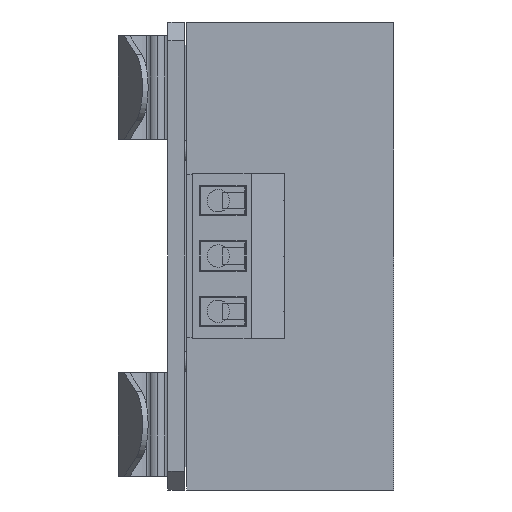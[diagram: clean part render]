
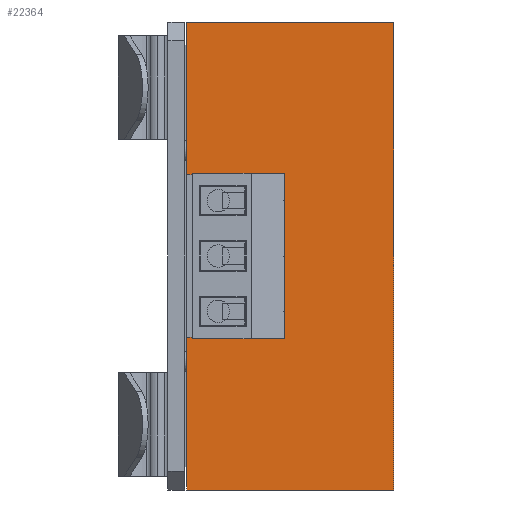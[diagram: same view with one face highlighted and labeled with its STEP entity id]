
A CAD part, left-side view. The second image highlights one B-rep face of the part: STEP entity #22364.
In plain terms, the highlighted planar face has unit normal (-1, 0, 0).
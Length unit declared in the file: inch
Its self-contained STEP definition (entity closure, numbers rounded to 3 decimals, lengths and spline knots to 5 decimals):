
#355 = ORIENTED_EDGE ( 'NONE', *, *, #7325, .F. ) ;
#390 = EDGE_CURVE ( 'NONE', #9713, #10148, #10864, .T. ) ;
#709 = ORIENTED_EDGE ( 'NONE', *, *, #19512, .F. ) ;
#807 = DIRECTION ( 'NONE',  ( 0., -1., 0. ) ) ;
#2859 = FACE_BOUND ( 'NONE', #26267, .T. ) ;
#3774 = DIRECTION ( 'NONE',  ( 0., 0., 1. ) ) ;
#4339 = CARTESIAN_POINT ( 'NONE',  ( -1.875, 0.553, -1.25 ) ) ;
#4731 = EDGE_CURVE ( 'NONE', #31599, #26400, #29829, .T. ) ;
#5146 = CARTESIAN_POINT ( 'NONE',  ( -1.875, -0.553, 1.25 ) ) ;
#5496 = CARTESIAN_POINT ( 'NONE',  ( -1.875, 0.553, -1.25 ) ) ;
#5831 = VERTEX_POINT ( 'NONE', #5146 ) ;
#6878 = VERTEX_POINT ( 'NONE', #14554 ) ;
#7012 = DIRECTION ( 'NONE',  ( 0., 0., 1. ) ) ;
#7325 = EDGE_CURVE ( 'NONE', #33126, #27017, #23358, .T. ) ;
#9443 = ORIENTED_EDGE ( 'NONE', *, *, #27307, .F. ) ;
#9711 = EDGE_LOOP ( 'NONE', ( #29767, #18682 ) ) ;
#9713 = VERTEX_POINT ( 'NONE', #4339 ) ;
#9805 = DIRECTION ( 'NONE',  ( 0., 0., 1. ) ) ;
#10093 = VECTOR ( 'NONE', #21723, 39.37008 ) ;
#10148 = VERTEX_POINT ( 'NONE', #32207 ) ;
#10345 = EDGE_CURVE ( 'NONE', #6878, #5831, #27766, .T. ) ;
#10817 = AXIS2_PLACEMENT_3D ( 'NONE', #26578, #13467, #18468 ) ;
#10864 = LINE ( 'NONE', #5496, #10093 ) ;
#10872 = CARTESIAN_POINT ( 'NONE',  ( -1.875, -0.553, 1.25 ) ) ;
#10956 = CARTESIAN_POINT ( 'NONE',  ( -1.875, 0.389, 0.27428 ) ) ;
#11806 = ORIENTED_EDGE ( 'NONE', *, *, #17895, .F. ) ;
#12178 = CARTESIAN_POINT ( 'NONE',  ( -1.875, 0.389, -0.31628 ) ) ;
#12390 = EDGE_CURVE ( 'NONE', #18526, #25796, #24611, .T. ) ;
#12397 = CIRCLE ( 'NONE', #23430, 0.021 ) ;
#12716 = CARTESIAN_POINT ( 'NONE',  ( -1.875, -0.553, -1.25 ) ) ;
#12926 = ORIENTED_EDGE ( 'NONE', *, *, #390, .F. ) ;
#12935 = VECTOR ( 'NONE', #9805, 39.37008 ) ;
#13233 = CIRCLE ( 'NONE', #25909, 0.021 ) ;
#13236 = FACE_BOUND ( 'NONE', #27225, .T. ) ;
#13350 = CARTESIAN_POINT ( 'NONE',  ( -1.875, 0.389, -0.021 ) ) ;
#13412 = DIRECTION ( 'NONE',  ( -1., 0., 0. ) ) ;
#13467 = DIRECTION ( 'NONE',  ( -1., 0., 0. ) ) ;
#13934 = VECTOR ( 'NONE', #29454, 39.37008 ) ;
#13941 = LINE ( 'NONE', #24268, #13934 ) ;
#14343 = DIRECTION ( 'NONE',  ( -1., 0., 0. ) ) ;
#14528 = CARTESIAN_POINT ( 'NONE',  ( -1.875, 0.389, 0. ) ) ;
#14554 = CARTESIAN_POINT ( 'NONE',  ( -1.875, -0.553, -1.25 ) ) ;
#15325 = FACE_OUTER_BOUND ( 'NONE', #19413, .T. ) ;
#15494 = DIRECTION ( 'NONE',  ( 0., 0., 1. ) ) ;
#15578 = AXIS2_PLACEMENT_3D ( 'NONE', #14528, #14343, #32249 ) ;
#15676 = PLANE ( 'NONE',  #27169 ) ;
#16085 = AXIS2_PLACEMENT_3D ( 'NONE', #17021, #16865, #32836 ) ;
#16564 = LINE ( 'NONE', #10872, #28649 ) ;
#16865 = DIRECTION ( 'NONE',  ( -1., 0., 0. ) ) ;
#16924 = CARTESIAN_POINT ( 'NONE',  ( -1.875, 0.389, 0.29528 ) ) ;
#17021 = CARTESIAN_POINT ( 'NONE',  ( -1.875, 0.389, 0. ) ) ;
#17281 = AXIS2_PLACEMENT_3D ( 'NONE', #16924, #27444, #3774 ) ;
#17895 = EDGE_CURVE ( 'NONE', #10148, #5831, #16564, .T. ) ;
#18468 = DIRECTION ( 'NONE',  ( 0., 0., 1. ) ) ;
#18526 = VERTEX_POINT ( 'NONE', #12178 ) ;
#18682 = ORIENTED_EDGE ( 'NONE', *, *, #4731, .F. ) ;
#19098 = CARTESIAN_POINT ( 'NONE',  ( -1.875, 0.389, -0.29528 ) ) ;
#19413 = EDGE_LOOP ( 'NONE', ( #11806, #12926, #29482, #28285 ) ) ;
#19512 = EDGE_CURVE ( 'NONE', #27017, #33126, #13233, .T. ) ;
#19614 = CARTESIAN_POINT ( 'NONE',  ( -1.875, 0.389, 0.29528 ) ) ;
#20802 = CARTESIAN_POINT ( 'NONE',  ( -1.875, 0.389, -0.27428 ) ) ;
#21723 = DIRECTION ( 'NONE',  ( 0., 0., 1. ) ) ;
#22364 = ADVANCED_FACE ( 'NONE', ( #13236, #2859, #28440, #15325 ), #15676, .T. ) ;
#23358 = CIRCLE ( 'NONE', #17281, 0.021 ) ;
#23430 = AXIS2_PLACEMENT_3D ( 'NONE', #19098, #26723, #23965 ) ;
#23965 = DIRECTION ( 'NONE',  ( 0., 0., 1. ) ) ;
#24268 = CARTESIAN_POINT ( 'NONE',  ( -1.875, -0.553, -1.25 ) ) ;
#24611 = CIRCLE ( 'NONE', #10817, 0.021 ) ;
#24927 = EDGE_CURVE ( 'NONE', #26400, #31599, #28237, .T. ) ;
#25614 = EDGE_CURVE ( 'NONE', #9713, #6878, #13941, .T. ) ;
#25796 = VERTEX_POINT ( 'NONE', #20802 ) ;
#25909 = AXIS2_PLACEMENT_3D ( 'NONE', #19614, #33032, #7012 ) ;
#26267 = EDGE_LOOP ( 'NONE', ( #709, #355 ) ) ;
#26400 = VERTEX_POINT ( 'NONE', #27940 ) ;
#26578 = CARTESIAN_POINT ( 'NONE',  ( -1.875, 0.389, -0.29528 ) ) ;
#26723 = DIRECTION ( 'NONE',  ( -1., 0., 0. ) ) ;
#27017 = VERTEX_POINT ( 'NONE', #31972 ) ;
#27169 = AXIS2_PLACEMENT_3D ( 'NONE', #12716, #13412, #15494 ) ;
#27225 = EDGE_LOOP ( 'NONE', ( #9443, #32328 ) ) ;
#27307 = EDGE_CURVE ( 'NONE', #25796, #18526, #12397, .T. ) ;
#27444 = DIRECTION ( 'NONE',  ( -1., 0., 0. ) ) ;
#27766 = LINE ( 'NONE', #33419, #12935 ) ;
#27940 = CARTESIAN_POINT ( 'NONE',  ( -1.875, 0.389, 0.021 ) ) ;
#28237 = CIRCLE ( 'NONE', #15578, 0.021 ) ;
#28285 = ORIENTED_EDGE ( 'NONE', *, *, #10345, .T. ) ;
#28440 = FACE_BOUND ( 'NONE', #9711, .T. ) ;
#28649 = VECTOR ( 'NONE', #807, 39.37008 ) ;
#29454 = DIRECTION ( 'NONE',  ( 0., -1., 0. ) ) ;
#29482 = ORIENTED_EDGE ( 'NONE', *, *, #25614, .T. ) ;
#29767 = ORIENTED_EDGE ( 'NONE', *, *, #24927, .F. ) ;
#29829 = CIRCLE ( 'NONE', #16085, 0.021 ) ;
#31599 = VERTEX_POINT ( 'NONE', #13350 ) ;
#31972 = CARTESIAN_POINT ( 'NONE',  ( -1.875, 0.389, 0.31628 ) ) ;
#32207 = CARTESIAN_POINT ( 'NONE',  ( -1.875, 0.553, 1.25 ) ) ;
#32249 = DIRECTION ( 'NONE',  ( 0., 0., 1. ) ) ;
#32328 = ORIENTED_EDGE ( 'NONE', *, *, #12390, .F. ) ;
#32836 = DIRECTION ( 'NONE',  ( 0., 0., 1. ) ) ;
#33032 = DIRECTION ( 'NONE',  ( -1., 0., 0. ) ) ;
#33126 = VERTEX_POINT ( 'NONE', #10956 ) ;
#33419 = CARTESIAN_POINT ( 'NONE',  ( -1.875, -0.553, -1.25 ) ) ;
